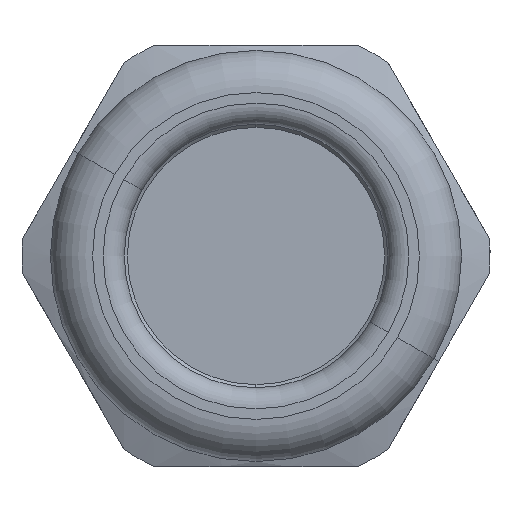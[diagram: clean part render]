
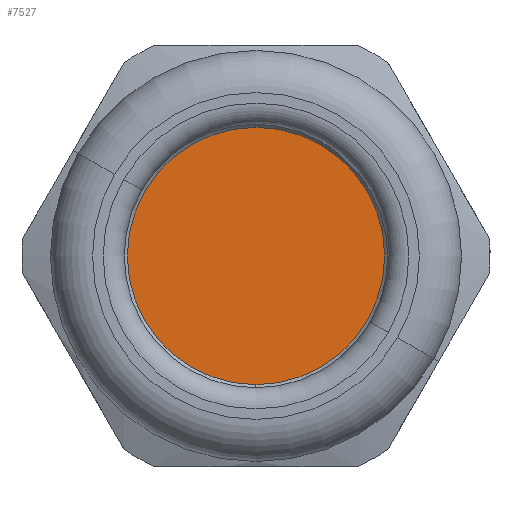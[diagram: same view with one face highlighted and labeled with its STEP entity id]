
A CAD part, left-side view. The second image highlights one B-rep face of the part: STEP entity #7527.
In plain terms, the highlighted planar face has unit normal (-1, 0, 0).
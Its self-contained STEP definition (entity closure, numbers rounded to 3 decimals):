
#800 = PLANE ( 'NONE',  #3031 ) ;
#2114 = CIRCLE ( 'NONE', #5328, 8.1 ) ;
#2247 = ORIENTED_EDGE ( 'NONE', *, *, #5132, .T. ) ;
#2620 = CARTESIAN_POINT ( 'NONE',  ( -12.553, 0., -8.1 ) ) ;
#3031 = AXIS2_PLACEMENT_3D ( 'NONE', #3377, #4766, #5500 ) ;
#3275 = DIRECTION ( 'NONE',  ( 0., 0., 1. ) ) ;
#3377 = CARTESIAN_POINT ( 'NONE',  ( -12.553, 8.1, 0. ) ) ;
#3724 = VERTEX_POINT ( 'NONE', #2620 ) ;
#3878 = CARTESIAN_POINT ( 'NONE',  ( -12.553, 0., 0. ) ) ;
#3914 = DIRECTION ( 'NONE',  ( -1., 0., 0. ) ) ;
#4036 = DIRECTION ( 'NONE',  ( -1., 0., 0. ) ) ;
#4203 = DIRECTION ( 'NONE',  ( 0., 0., 1. ) ) ;
#4766 = DIRECTION ( 'NONE',  ( 1., 0., 0. ) ) ;
#5132 = EDGE_CURVE ( 'NONE', #6991, #3724, #7797, .T. ) ;
#5328 = AXIS2_PLACEMENT_3D ( 'NONE', #3878, #3914, #3275 ) ;
#5500 = DIRECTION ( 'NONE',  ( 0., 0., -1. ) ) ;
#5831 = ORIENTED_EDGE ( 'NONE', *, *, #8305, .T. ) ;
#6575 = AXIS2_PLACEMENT_3D ( 'NONE', #7466, #4036, #4203 ) ;
#6991 = VERTEX_POINT ( 'NONE', #7698 ) ;
#7466 = CARTESIAN_POINT ( 'NONE',  ( -12.553, 0., 0. ) ) ;
#7527 = ADVANCED_FACE ( 'NONE', ( #7957 ), #800, .F. ) ;
#7698 = CARTESIAN_POINT ( 'NONE',  ( -12.553, 0., 8.1 ) ) ;
#7797 = CIRCLE ( 'NONE', #6575, 8.1 ) ;
#7919 = EDGE_LOOP ( 'NONE', ( #2247, #5831 ) ) ;
#7957 = FACE_OUTER_BOUND ( 'NONE', #7919, .T. ) ;
#8305 = EDGE_CURVE ( 'NONE', #3724, #6991, #2114, .T. ) ;
